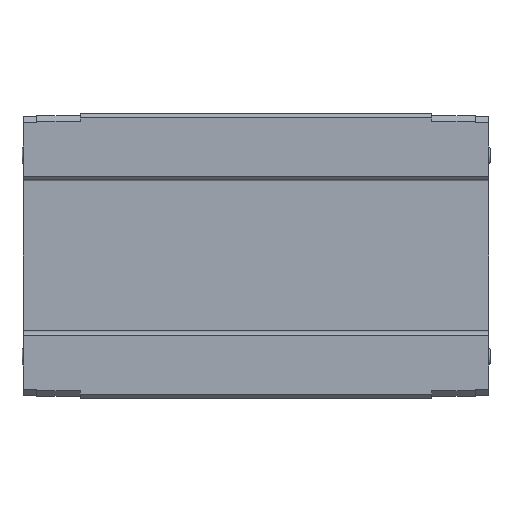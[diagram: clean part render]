
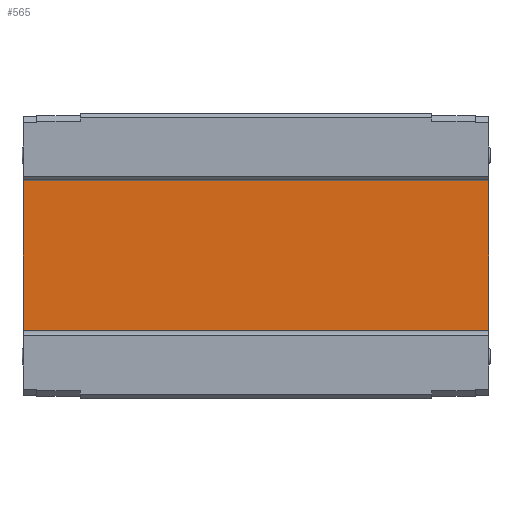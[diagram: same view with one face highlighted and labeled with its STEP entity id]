
A CAD part, front view. The second image highlights one B-rep face of the part: STEP entity #565.
In plain terms, the highlighted planar face has unit normal (0, -1, 0).
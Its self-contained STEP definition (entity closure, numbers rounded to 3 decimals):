
#414 = VERTEX_POINT ( 'NONE', #1640 ) ;
#416 = VERTEX_POINT ( 'NONE', #1639 ) ;
#430 = EDGE_CURVE ( 'NONE', #414, #416, #1676, .T. ) ;
#436 = VERTEX_POINT ( 'NONE', #1663 ) ;
#442 = VERTEX_POINT ( 'NONE', #1656 ) ;
#443 = EDGE_CURVE ( 'NONE', #442, #436, #1655, .T. ) ;
#558 = EDGE_LOOP ( 'NONE', ( #561, #562, #560, #559 ) ) ;
#559 = ORIENTED_EDGE ( 'NONE', *, *, #430, .F. ) ;
#560 = ORIENTED_EDGE ( 'NONE', *, *, #563, .F. ) ;
#561 = ORIENTED_EDGE ( 'NONE', *, *, #569, .T. ) ;
#562 = ORIENTED_EDGE ( 'NONE', *, *, #443, .F. ) ;
#563 = EDGE_CURVE ( 'NONE', #416, #442, #1875, .T. ) ;
#565 = ADVANCED_FACE ( 'NONE', ( #1861 ), #1860, .F. ) ;
#569 = EDGE_CURVE ( 'NONE', #414, #436, #1850, .T. ) ;
#1639 = CARTESIAN_POINT ( 'NONE',  ( 20.4, 3.2, -6.7 ) ) ;
#1640 = CARTESIAN_POINT ( 'NONE',  ( 20.4, 3.2, 6.7 ) ) ;
#1652 = DIRECTION ( 'NONE',  ( 0., 0., 1. ) ) ;
#1653 = VECTOR ( 'NONE', #1652, 1000. ) ;
#1654 = CARTESIAN_POINT ( 'NONE',  ( -20.4, 3.2, -6.7 ) ) ;
#1655 = LINE ( 'NONE', #1654, #1653 ) ;
#1656 = CARTESIAN_POINT ( 'NONE',  ( -20.4, 3.2, -6.7 ) ) ;
#1663 = CARTESIAN_POINT ( 'NONE',  ( -20.4, 3.2, 6.7 ) ) ;
#1673 = DIRECTION ( 'NONE',  ( 0., 0., -1. ) ) ;
#1674 = VECTOR ( 'NONE', #1673, 1000. ) ;
#1675 = CARTESIAN_POINT ( 'NONE',  ( 20.4, 3.2, 6.7 ) ) ;
#1676 = LINE ( 'NONE', #1675, #1674 ) ;
#1847 = DIRECTION ( 'NONE',  ( -1., 0., 0. ) ) ;
#1848 = VECTOR ( 'NONE', #1847, 1000. ) ;
#1849 = CARTESIAN_POINT ( 'NONE',  ( 15.4, 3.2, 6.7 ) ) ;
#1850 = LINE ( 'NONE', #1849, #1848 ) ;
#1856 = DIRECTION ( 'NONE',  ( 0., 0., 1. ) ) ;
#1857 = DIRECTION ( 'NONE',  ( 0., 1., 0. ) ) ;
#1858 = CARTESIAN_POINT ( 'NONE',  ( 15.4, 3.2, 6.7 ) ) ;
#1859 = AXIS2_PLACEMENT_3D ( 'NONE', #1858, #1857, #1856 ) ;
#1860 = PLANE ( 'NONE',  #1859 ) ;
#1861 = FACE_OUTER_BOUND ( 'NONE', #558, .T. ) ;
#1872 = DIRECTION ( 'NONE',  ( -1., 0., 0. ) ) ;
#1873 = VECTOR ( 'NONE', #1872, 1000. ) ;
#1874 = CARTESIAN_POINT ( 'NONE',  ( 15.4, 3.2, -6.7 ) ) ;
#1875 = LINE ( 'NONE', #1874, #1873 ) ;
